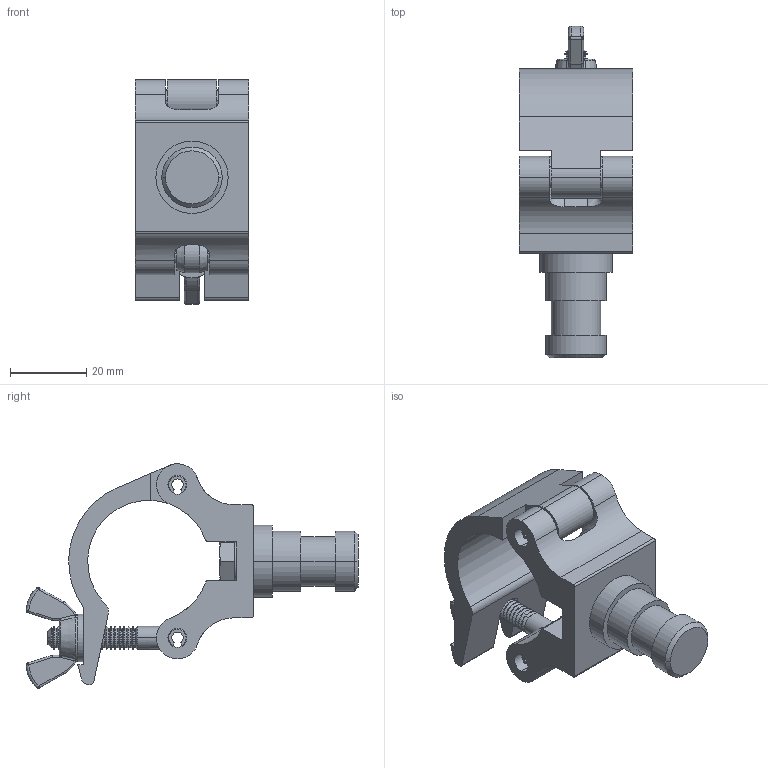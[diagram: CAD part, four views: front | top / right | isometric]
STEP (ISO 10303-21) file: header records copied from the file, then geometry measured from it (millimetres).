
FILE_DESCRIPTION (( 'STEP AP203' ), '1' );
FILE_NAME ('T58850.STEP', '2024-07-09T09:37:27', ( '' ), ( '' ), 'SwSTEP 2.0', 'SolidWorks 2022', '' );
FILE_SCHEMA (( 'CONFIG_CONTROL_DESIGN' ));
Length unit declared in the file: millimetre
Products named in the file (12): TH2011_30MM WIDE; TH321_TH321; F880_F880 M6 Wing Nut; F771; TH1869_TH1869; T58850; A Washer_Bright washer BS 4320 - M6 (Form A); TH2012; T78010_Spaced for T58800; TH320_TH320; Hex Screw GradeC_Doughty Fastners_ISO 4018 - M6 x 20-WS; TH1821
Assembly tree (12 placements, depth 3):
  T58850
    TH320_TH320
      TH2012
    TH321_TH321
      TH2011_30MM WIDE
    T78010_Spaced for T58800
      TH1821
      F880_F880 M6 Wing Nut
      A Washer_Bright washer BS 4320 - M6 (Form A)
    F771  x2
    Hex Screw GradeC_Doughty Fastners_ISO 4018 - M6 x 20-WS
    TH1869_TH1869
Bounding box: 29.9 x 87.21 x 58.97 mm (x, y, z)
Volume: 32778.5 mm3; surface area: 18485 mm2
Topology: 9 solids, 9 shells, 691 faces, 1576 edges, 917 vertices
Faces by surface type: cone 248, torus 168, cylinder 144, plane 95, bspline 36
Entity records: 21096 total; most frequent: CARTESIAN_POINT 4328, DIRECTION 3654, ORIENTED_EDGE 3056, AXIS2_PLACEMENT_3D 1581, EDGE_CURVE 1528, CIRCLE 924, VERTEX_POINT 893, EDGE_LOOP 717
